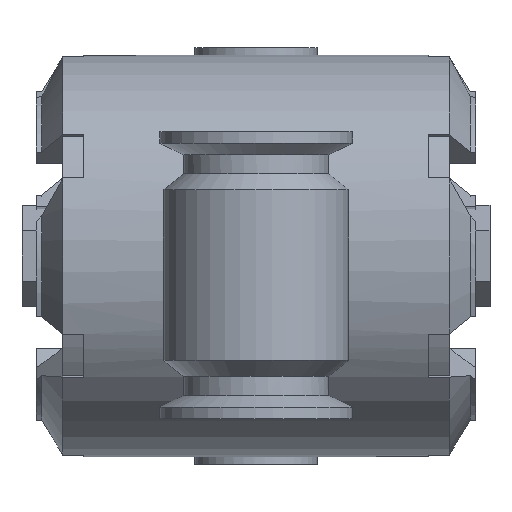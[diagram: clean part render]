
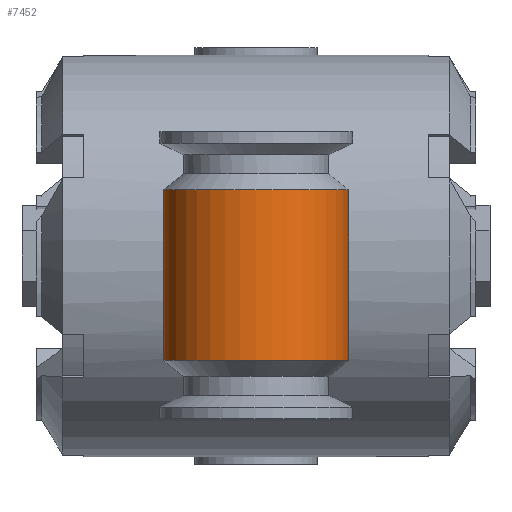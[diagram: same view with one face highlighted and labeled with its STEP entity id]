
A CAD part, front view. The second image highlights one B-rep face of the part: STEP entity #7452.
In plain terms, the highlighted cylindrical face has radius 24.25 mm (diameter 48.5 mm), a partial arc.
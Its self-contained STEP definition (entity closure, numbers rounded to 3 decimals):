
#738=LINE('',#40331,#3177);
#739=LINE('',#40335,#3178);
#3177=VECTOR('',#31852,1.);
#3178=VECTOR('',#31855,1.);
#7452=ADVANCED_FACE('',(#9126),#8887,.T.);
#8887=CYLINDRICAL_SURFACE('',#29981,24.25);
#9126=FACE_OUTER_BOUND('',#10642,.T.);
#10642=EDGE_LOOP('',(#14977,#14978,#14979,#14980));
#14977=ORIENTED_EDGE('',*,*,#25605,.T.);
#14978=ORIENTED_EDGE('',*,*,#25606,.F.);
#14979=ORIENTED_EDGE('',*,*,#25607,.T.);
#14980=ORIENTED_EDGE('',*,*,#25608,.F.);
#22663=VERTEX_POINT('',#40329);
#22664=VERTEX_POINT('',#40330);
#22665=VERTEX_POINT('',#40332);
#22666=VERTEX_POINT('',#40334);
#25605=EDGE_CURVE('',#22663,#22664,#29449,.T.);
#25606=EDGE_CURVE('',#22665,#22664,#738,.T.);
#25607=EDGE_CURVE('',#22665,#22666,#29450,.T.);
#25608=EDGE_CURVE('',#22663,#22666,#739,.T.);
#29449=CIRCLE('',#29979,24.25);
#29450=CIRCLE('',#29980,24.25);
#29979=AXIS2_PLACEMENT_3D('',#40328,#31850,#31851);
#29980=AXIS2_PLACEMENT_3D('',#40333,#31853,#31854);
#29981=AXIS2_PLACEMENT_3D('',#40336,#31856,#31857);
#31850=DIRECTION('',(0.,0.,1.));
#31851=DIRECTION('',(1.,0.,0.));
#31852=DIRECTION('',(0.,0.,-1.));
#31853=DIRECTION('',(0.,0.,-1.));
#31854=DIRECTION('',(-1.,0.,0.));
#31855=DIRECTION('',(0.,0.,1.));
#31856=DIRECTION('',(0.,0.,-1.));
#31857=DIRECTION('',(-1.,0.,0.));
#40328=CARTESIAN_POINT('',(0.,0.,-30.3));
#40329=CARTESIAN_POINT('',(-9.045,22.5,-30.3));
#40330=CARTESIAN_POINT('',(9.045,22.5,-30.3));
#40331=CARTESIAN_POINT('',(9.045,22.5,48.5));
#40332=CARTESIAN_POINT('',(9.045,22.5,14.3));
#40333=CARTESIAN_POINT('',(0.,0.,14.3));
#40334=CARTESIAN_POINT('',(-9.045,22.5,14.3));
#40335=CARTESIAN_POINT('',(-9.045,22.5,48.5));
#40336=CARTESIAN_POINT('',(0.,0.,48.5));
